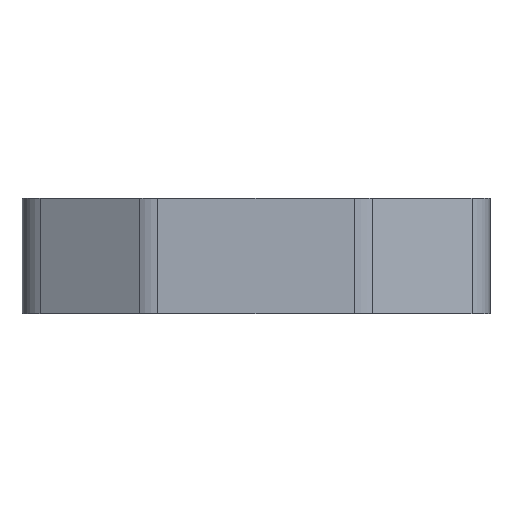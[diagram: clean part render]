
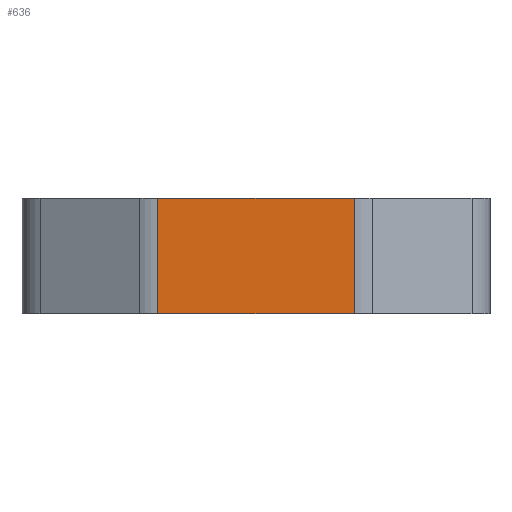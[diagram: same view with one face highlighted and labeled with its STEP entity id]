
A CAD part, left-side view. The second image highlights one B-rep face of the part: STEP entity #636.
In plain terms, the highlighted planar face has unit normal (-1, 0, 0).
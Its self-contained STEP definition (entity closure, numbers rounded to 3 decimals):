
#45 = PLANE ( 'NONE',  #1629 ) ;
#75 = LINE ( 'NONE', #3011, #2643 ) ;
#114 = DIRECTION ( 'NONE',  ( 0., 1., 0. ) ) ;
#151 = VERTEX_POINT ( 'NONE', #467 ) ;
#187 = ORIENTED_EDGE ( 'NONE', *, *, #2134, .T. ) ;
#336 = VERTEX_POINT ( 'NONE', #3119 ) ;
#467 = CARTESIAN_POINT ( 'NONE',  ( -14.5, 36.16, 16. ) ) ;
#606 = DIRECTION ( 'NONE',  ( 0., 0., 1. ) ) ;
#636 = ADVANCED_FACE ( 'NONE', ( #1373 ), #45, .F. ) ;
#659 = EDGE_CURVE ( 'NONE', #831, #336, #75, .T. ) ;
#776 = CARTESIAN_POINT ( 'NONE',  ( -14.5, 36.16, 0. ) ) ;
#831 = VERTEX_POINT ( 'NONE', #2507 ) ;
#837 = EDGE_CURVE ( 'NONE', #831, #3027, #2294, .T. ) ;
#853 = VECTOR ( 'NONE', #114, 1000. ) ;
#922 = LINE ( 'NONE', #2805, #3231 ) ;
#952 = ORIENTED_EDGE ( 'NONE', *, *, #659, .T. ) ;
#1082 = ORIENTED_EDGE ( 'NONE', *, *, #837, .F. ) ;
#1110 = CARTESIAN_POINT ( 'NONE',  ( -14.5, -10., 0. ) ) ;
#1373 = FACE_OUTER_BOUND ( 'NONE', #3221, .T. ) ;
#1423 = DIRECTION ( 'NONE',  ( 0., 1., 0. ) ) ;
#1481 = CARTESIAN_POINT ( 'NONE',  ( -14.5, 36.16, 0. ) ) ;
#1629 = AXIS2_PLACEMENT_3D ( 'NONE', #1110, #2171, #1423 ) ;
#1844 = DIRECTION ( 'NONE',  ( 0., 0., -1. ) ) ;
#2039 = CARTESIAN_POINT ( 'NONE',  ( -14.5, -10., 0. ) ) ;
#2134 = EDGE_CURVE ( 'NONE', #336, #151, #922, .T. ) ;
#2171 = DIRECTION ( 'NONE',  ( 1., 0., 0. ) ) ;
#2294 = LINE ( 'NONE', #2039, #853 ) ;
#2507 = CARTESIAN_POINT ( 'NONE',  ( -14.5, 8.84, 0. ) ) ;
#2643 = VECTOR ( 'NONE', #606, 1000. ) ;
#2718 = EDGE_CURVE ( 'NONE', #151, #3027, #3183, .T. ) ;
#2750 = DIRECTION ( 'NONE',  ( 0., 1., 0. ) ) ;
#2805 = CARTESIAN_POINT ( 'NONE',  ( -14.5, -10., 16. ) ) ;
#3011 = CARTESIAN_POINT ( 'NONE',  ( -14.5, 8.84, 0. ) ) ;
#3027 = VERTEX_POINT ( 'NONE', #1481 ) ;
#3119 = CARTESIAN_POINT ( 'NONE',  ( -14.5, 8.84, 16. ) ) ;
#3183 = LINE ( 'NONE', #776, #3292 ) ;
#3221 = EDGE_LOOP ( 'NONE', ( #1082, #952, #187, #3289 ) ) ;
#3231 = VECTOR ( 'NONE', #2750, 1000. ) ;
#3289 = ORIENTED_EDGE ( 'NONE', *, *, #2718, .T. ) ;
#3292 = VECTOR ( 'NONE', #1844, 1000. ) ;
